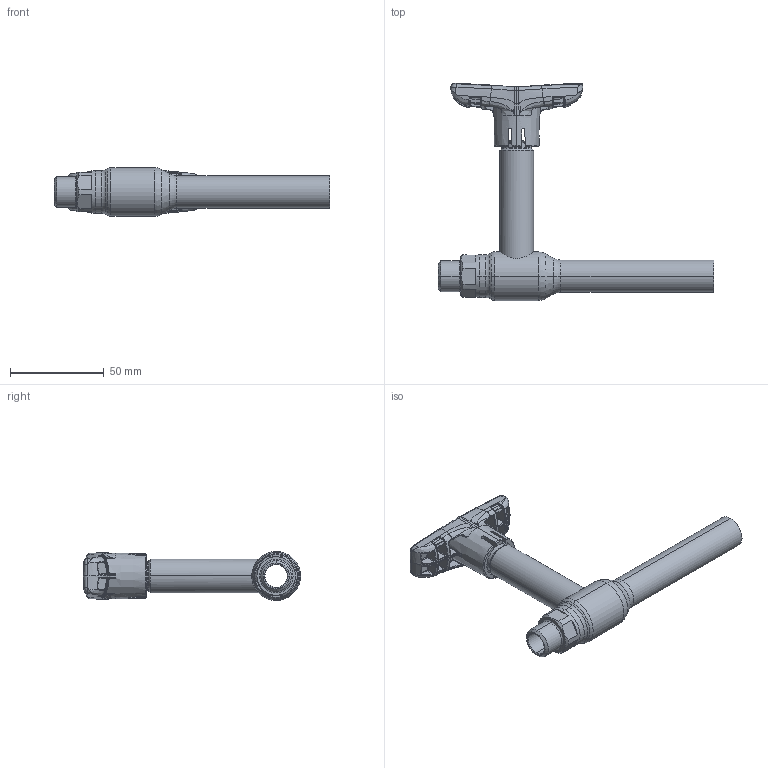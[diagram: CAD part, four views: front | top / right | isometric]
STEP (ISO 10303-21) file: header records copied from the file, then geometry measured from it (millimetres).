
FILE_DESCRIPTION (( 'STEP AP214' ), '1' );
FILE_NAME ('1010003701-2401.step', '2023-09-15T09:45:46', ( '' ), ( '' ), 'SwSTEP 2.0', 'SolidWorks 2021', '' );
FILE_SCHEMA (( 'AUTOMOTIVE_DESIGN' ));
Length unit declared in the file: millimetre
Products named in the file (1): 1010003701-2401
Bounding box: 146.8 x 115.79 x 26 mm (x, y, z)
Surface area: 23287.6 mm2 (no closed solid volume)
Topology: 0 solids, 5 shells, 676 faces, 1965 edges, 1225 vertices
Faces by surface type: bspline 531, plane 62, cylinder 34, cone 21, torus 19, sphere 9
Entity records: 52039 total; most frequent: CARTESIAN_POINT 31565, ORIENTED_EDGE 3431, EDGE_CURVE 1957, B_SPLINE_CURVE_WITH_KNOTS 1355, DIRECTION 1330, VERTEX_POINT 1221, EDGE_LOOP 685, UNCERTAINTY_MEASURE_WITH_UNIT 678
